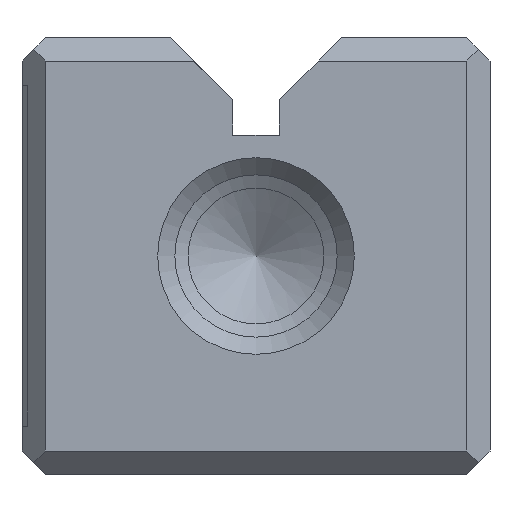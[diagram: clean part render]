
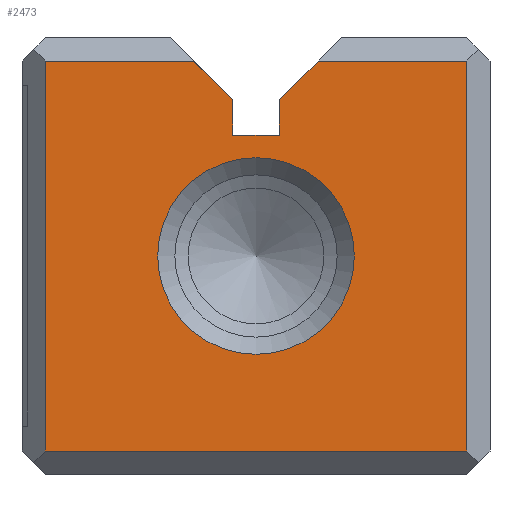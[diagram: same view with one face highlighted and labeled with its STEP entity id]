
A CAD part, front view. The second image highlights one B-rep face of the part: STEP entity #2473.
In plain terms, the highlighted planar face has unit normal (0, -1, 0).
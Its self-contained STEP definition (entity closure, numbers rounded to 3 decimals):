
#2473=ADVANCED_FACE('',(#3435,#3436),#2870,.T.);
#2870=PLANE('',#9009);
#3128=CIRCLE('',#9008,3.15);
#3435=FACE_BOUND('',#3683,.T.);
#3436=FACE_BOUND('',#3684,.T.);
#3683=EDGE_LOOP('',(#4441,#4442,#4443,#4444,#4445,#4446,#4447,#4448,#4449,
#4450));
#3684=EDGE_LOOP('',(#4451));
#4441=ORIENTED_EDGE('',*,*,#6983,.T.);
#4442=ORIENTED_EDGE('',*,*,#6984,.F.);
#4443=ORIENTED_EDGE('',*,*,#6985,.F.);
#4444=ORIENTED_EDGE('',*,*,#6986,.F.);
#4445=ORIENTED_EDGE('',*,*,#6987,.T.);
#4446=ORIENTED_EDGE('',*,*,#6988,.T.);
#4447=ORIENTED_EDGE('',*,*,#6989,.T.);
#4448=ORIENTED_EDGE('',*,*,#6990,.T.);
#4449=ORIENTED_EDGE('',*,*,#6991,.T.);
#4450=ORIENTED_EDGE('',*,*,#6992,.F.);
#4451=ORIENTED_EDGE('',*,*,#6993,.T.);
#6321=VERTEX_POINT('',#11625);
#6322=VERTEX_POINT('',#11626);
#6323=VERTEX_POINT('',#11628);
#6324=VERTEX_POINT('',#11630);
#6325=VERTEX_POINT('',#11632);
#6326=VERTEX_POINT('',#11634);
#6327=VERTEX_POINT('',#11636);
#6328=VERTEX_POINT('',#11638);
#6329=VERTEX_POINT('',#11640);
#6330=VERTEX_POINT('',#11642);
#6331=VERTEX_POINT('',#11645);
#6983=EDGE_CURVE('',#6321,#6322,#7829,.T.);
#6984=EDGE_CURVE('',#6323,#6322,#7830,.T.);
#6985=EDGE_CURVE('',#6324,#6323,#7831,.T.);
#6986=EDGE_CURVE('',#6325,#6324,#7832,.T.);
#6987=EDGE_CURVE('',#6325,#6326,#7833,.T.);
#6988=EDGE_CURVE('',#6326,#6327,#7834,.T.);
#6989=EDGE_CURVE('',#6327,#6328,#7835,.T.);
#6990=EDGE_CURVE('',#6328,#6329,#7836,.T.);
#6991=EDGE_CURVE('',#6329,#6330,#7837,.T.);
#6992=EDGE_CURVE('',#6321,#6330,#7838,.T.);
#6993=EDGE_CURVE('',#6331,#6331,#3128,.T.);
#7829=LINE('',#11624,#8489);
#7830=LINE('',#11627,#8490);
#7831=LINE('',#11629,#8491);
#7832=LINE('',#11631,#8492);
#7833=LINE('',#11633,#8493);
#7834=LINE('',#11635,#8494);
#7835=LINE('',#11637,#8495);
#7836=LINE('',#11639,#8496);
#7837=LINE('',#11641,#8497);
#7838=LINE('',#11643,#8498);
#8489=VECTOR('',#9601,1.);
#8490=VECTOR('',#9602,1.);
#8491=VECTOR('',#9603,1.);
#8492=VECTOR('',#9604,1.);
#8493=VECTOR('',#9605,1.);
#8494=VECTOR('',#9606,1.);
#8495=VECTOR('',#9607,1.);
#8496=VECTOR('',#9608,1.);
#8497=VECTOR('',#9609,1.);
#8498=VECTOR('',#9610,1.);
#9008=AXIS2_PLACEMENT_3D('',#11644,#9611,#9612);
#9009=AXIS2_PLACEMENT_3D('',#11646,#9613,#9614);
#9601=DIRECTION('',(0.,0.,-1.));
#9602=DIRECTION('',(1.,0.,0.));
#9603=DIRECTION('',(0.,0.,-1.));
#9604=DIRECTION('',(0.707,0.,-0.707));
#9605=DIRECTION('',(-1.,0.,0.));
#9606=DIRECTION('',(0.,0.,-1.));
#9607=DIRECTION('',(1.,0.,0.));
#9608=DIRECTION('',(0.,0.,1.));
#9609=DIRECTION('',(-1.,0.,0.));
#9610=DIRECTION('',(0.707,0.,0.707));
#9611=DIRECTION('',(0.,1.,0.));
#9612=DIRECTION('',(0.,0.,1.));
#9613=DIRECTION('',(0.,-1.,0.));
#9614=DIRECTION('',(0.,0.,1.));
#11624=CARTESIAN_POINT('',(8.25,0.,10.875));
#11625=CARTESIAN_POINT('',(8.25,0.,12.007));
#11626=CARTESIAN_POINT('',(8.25,0.,10.875));
#11627=CARTESIAN_POINT('',(6.75,0.,10.875));
#11628=CARTESIAN_POINT('',(6.75,0.,10.875));
#11629=CARTESIAN_POINT('',(6.75,0.,10.875));
#11630=CARTESIAN_POINT('',(6.75,0.,12.007));
#11631=CARTESIAN_POINT('',(4.757,0.,14.));
#11632=CARTESIAN_POINT('',(5.507,0.,13.25));
#11633=CARTESIAN_POINT('',(7.5,0.,13.25));
#11634=CARTESIAN_POINT('',(0.75,0.,13.25));
#11635=CARTESIAN_POINT('',(0.75,0.,0.));
#11636=CARTESIAN_POINT('',(0.75,0.,0.75));
#11637=CARTESIAN_POINT('',(7.5,0.,0.75));
#11638=CARTESIAN_POINT('',(14.25,0.,0.75));
#11639=CARTESIAN_POINT('',(14.25,0.,0.));
#11640=CARTESIAN_POINT('',(14.25,0.,13.25));
#11641=CARTESIAN_POINT('',(7.5,0.,13.25));
#11642=CARTESIAN_POINT('',(9.493,0.,13.25));
#11643=CARTESIAN_POINT('',(7.5,0.,11.257));
#11644=CARTESIAN_POINT('',(7.5,0.,7.));
#11645=CARTESIAN_POINT('',(7.5,0.,10.15));
#11646=CARTESIAN_POINT('',(7.5,0.,0.));
